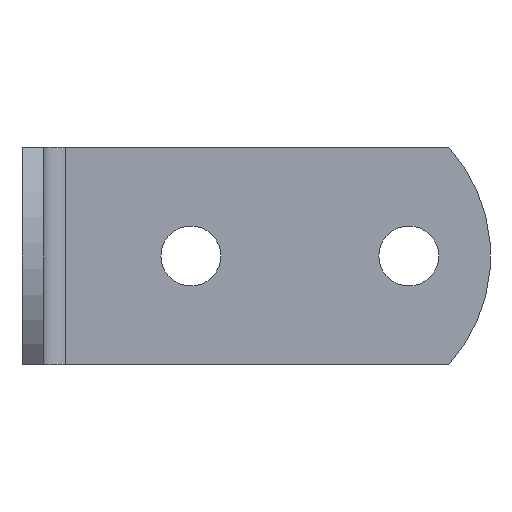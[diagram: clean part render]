
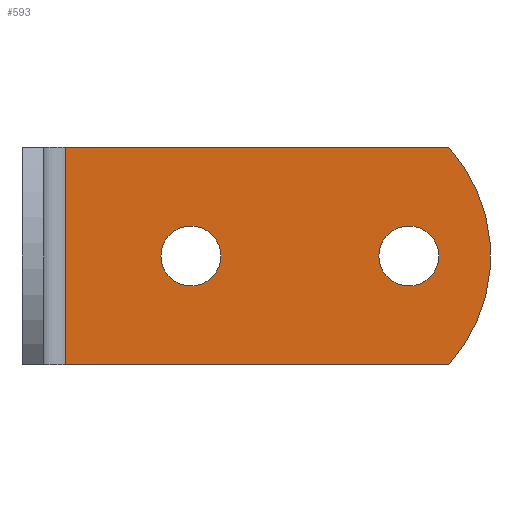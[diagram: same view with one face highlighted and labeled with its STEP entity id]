
A CAD part, front view. The second image highlights one B-rep face of the part: STEP entity #593.
In plain terms, the highlighted planar face has unit normal (0, -1, 0).
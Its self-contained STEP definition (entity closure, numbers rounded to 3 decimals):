
#192=CARTESIAN_POINT('',(78.361,-4.,-20.0));
#193=VERTEX_POINT('',#192);
#194=CARTESIAN_POINT('',(78.361,-4.,20.0));
#195=VERTEX_POINT('',#194);
#196=CARTESIAN_POINT('',(56.0,-4.,0.));
#197=DIRECTION('',(0.,-1.,0.));
#198=DIRECTION('',(0.745,0.,0.667));
#199=AXIS2_PLACEMENT_3D('',#196,#197,#198);
#200=CIRCLE('',#199,30.);
#201=EDGE_CURVE('',#193,#195,#200,.T.);
#288=CARTESIAN_POINT('',(8.,-4.,-20.0));
#289=VERTEX_POINT('',#288);
#290=CARTESIAN_POINT('',(8.0,-4.,-20.0));
#291=DIRECTION('',(1.0,0.0,0.0));
#292=VECTOR('',#291,70.361);
#293=LINE('',#290,#292);
#294=EDGE_CURVE('',#289,#193,#293,.T.);
#414=CARTESIAN_POINT('',(36.5,-4.,0.));
#415=VERTEX_POINT('',#414);
#416=CARTESIAN_POINT('',(31.,-4.,0.));
#417=DIRECTION('',(0.0,1.0,0.0));
#418=DIRECTION('',(-1.0,0.0,0.0));
#419=AXIS2_PLACEMENT_3D('',#416,#417,#418);
#420=CIRCLE('',#419,5.5);
#421=EDGE_CURVE('',#415,#415,#420,.T.);
#455=CARTESIAN_POINT('',(76.5,-4.,0.));
#456=VERTEX_POINT('',#455);
#457=CARTESIAN_POINT('',(71.,-4.,0.));
#458=DIRECTION('',(0.0,1.0,0.0));
#459=DIRECTION('',(-1.0,0.0,0.0));
#460=AXIS2_PLACEMENT_3D('',#457,#458,#459);
#461=CIRCLE('',#460,5.5);
#462=EDGE_CURVE('',#456,#456,#461,.T.);
#475=CARTESIAN_POINT('',(8.,-4.,20.0));
#476=VERTEX_POINT('',#475);
#477=CARTESIAN_POINT('',(8.,-4.,20.0));
#478=DIRECTION('',(0.0,0.0,-1.0));
#479=VECTOR('',#478,40.0);
#480=LINE('',#477,#479);
#481=EDGE_CURVE('',#476,#289,#480,.T.);
#567=CARTESIAN_POINT('',(8.0,-4.,20.0));
#568=DIRECTION('',(1.0,0.0,0.0));
#569=VECTOR('',#568,70.361);
#570=LINE('',#567,#569);
#571=EDGE_CURVE('',#476,#195,#570,.T.);
#576=CARTESIAN_POINT('',(-6.524,-4.,0.0));
#577=DIRECTION('',(0.0,-1.0,0.0));
#578=DIRECTION('',(0.0,0.0,-1.0));
#579=AXIS2_PLACEMENT_3D('',#576,#577,#578);
#580=PLANE('',#579);
#581=ORIENTED_EDGE('',*,*,#201,.T.);
#582=ORIENTED_EDGE('',*,*,#571,.F.);
#583=ORIENTED_EDGE('',*,*,#481,.T.);
#584=ORIENTED_EDGE('',*,*,#294,.T.);
#585=EDGE_LOOP('',(#581,#582,#583,#584));
#586=FACE_OUTER_BOUND('',#585,.T.);
#587=ORIENTED_EDGE('',*,*,#421,.T.);
#588=EDGE_LOOP('',(#587));
#589=FACE_BOUND('',#588,.T.);
#590=ORIENTED_EDGE('',*,*,#462,.T.);
#591=EDGE_LOOP('',(#590));
#592=FACE_BOUND('',#591,.T.);
#593=ADVANCED_FACE('',(#586,#589,#592),#580,.T.);
